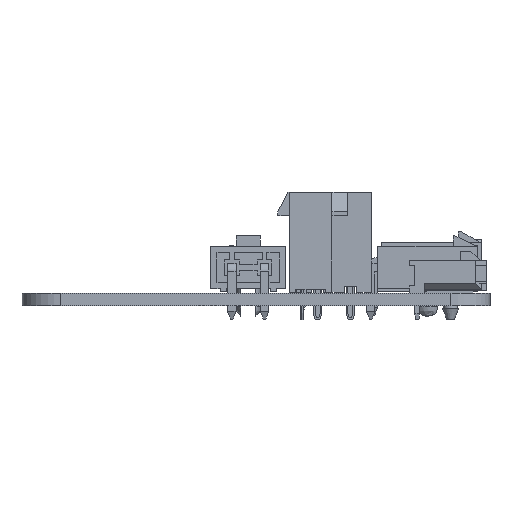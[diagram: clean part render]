
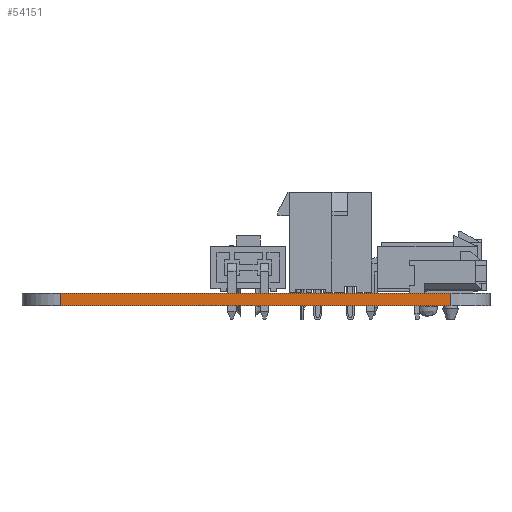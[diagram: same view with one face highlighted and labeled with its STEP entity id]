
A CAD part, front view. The second image highlights one B-rep face of the part: STEP entity #54151.
In plain terms, the highlighted planar face has unit normal (0, -1, 0).
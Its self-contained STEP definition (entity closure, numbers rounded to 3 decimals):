
#50795 = PLANE('',#50796);
#50796 = AXIS2_PLACEMENT_3D('',#50797,#50798,#50799);
#50797 = CARTESIAN_POINT('',(0.,-1.5,1.6));
#50798 = DIRECTION('',(0.,0.,1.));
#50799 = DIRECTION('',(1.,0.,0.));
#50849 = PLANE('',#50850);
#50850 = AXIS2_PLACEMENT_3D('',#50851,#50852,#50853);
#50851 = CARTESIAN_POINT('',(0.,-1.5,0.));
#50852 = DIRECTION('',(0.,0.,1.));
#50853 = DIRECTION('',(1.,0.,0.));
#51046 = VERTEX_POINT('',#51047);
#51047 = CARTESIAN_POINT('',(-25.,-43.,0.));
#51062 = CYLINDRICAL_SURFACE('',#51063,5.);
#51063 = AXIS2_PLACEMENT_3D('',#51064,#51065,#51066);
#51064 = CARTESIAN_POINT('',(-25.,-38.,0.));
#51065 = DIRECTION('',(0.,0.,-1.));
#51066 = DIRECTION('',(1.,0.,0.));
#51074 = EDGE_CURVE('',#51046,#51075,#51077,.T.);
#51075 = VERTEX_POINT('',#51076);
#51076 = CARTESIAN_POINT('',(25.,-43.,0.));
#51077 = SURFACE_CURVE('',#51078,(#51082,#51089),.PCURVE_S1.);
#51078 = LINE('',#51079,#51080);
#51079 = CARTESIAN_POINT('',(-25.,-43.,0.));
#51080 = VECTOR('',#51081,1.);
#51081 = DIRECTION('',(1.,0.,0.));
#51082 = PCURVE('',#50849,#51083);
#51083 = DEFINITIONAL_REPRESENTATION('',(#51084),#51088);
#51084 = LINE('',#51085,#51086);
#51085 = CARTESIAN_POINT('',(-25.,-41.5));
#51086 = VECTOR('',#51087,1.);
#51087 = DIRECTION('',(1.,0.));
#51088 = ( GEOMETRIC_REPRESENTATION_CONTEXT(2) 
PARAMETRIC_REPRESENTATION_CONTEXT() REPRESENTATION_CONTEXT('2D SPACE',''
  ) );
#51089 = PCURVE('',#51090,#51095);
#51090 = PLANE('',#51091);
#51091 = AXIS2_PLACEMENT_3D('',#51092,#51093,#51094);
#51092 = CARTESIAN_POINT('',(-25.,-43.,0.));
#51093 = DIRECTION('',(0.,1.,0.));
#51094 = DIRECTION('',(1.,0.,0.));
#51095 = DEFINITIONAL_REPRESENTATION('',(#51096),#51100);
#51096 = LINE('',#51097,#51098);
#51097 = CARTESIAN_POINT('',(0.,0.));
#51098 = VECTOR('',#51099,1.);
#51099 = DIRECTION('',(1.,0.));
#51100 = ( GEOMETRIC_REPRESENTATION_CONTEXT(2) 
PARAMETRIC_REPRESENTATION_CONTEXT() REPRESENTATION_CONTEXT('2D SPACE',''
  ) );
#51119 = CYLINDRICAL_SURFACE('',#51120,5.);
#51120 = AXIS2_PLACEMENT_3D('',#51121,#51122,#51123);
#51121 = CARTESIAN_POINT('',(25.,-38.,0.));
#51122 = DIRECTION('',(0.,0.,-1.));
#51123 = DIRECTION('',(1.,0.,0.));
#52692 = VERTEX_POINT('',#52693);
#52693 = CARTESIAN_POINT('',(-25.,-43.,1.6));
#52715 = EDGE_CURVE('',#52692,#52716,#52718,.T.);
#52716 = VERTEX_POINT('',#52717);
#52717 = CARTESIAN_POINT('',(25.,-43.,1.6));
#52718 = SURFACE_CURVE('',#52719,(#52723,#52730),.PCURVE_S1.);
#52719 = LINE('',#52720,#52721);
#52720 = CARTESIAN_POINT('',(-25.,-43.,1.6));
#52721 = VECTOR('',#52722,1.);
#52722 = DIRECTION('',(1.,0.,0.));
#52723 = PCURVE('',#50795,#52724);
#52724 = DEFINITIONAL_REPRESENTATION('',(#52725),#52729);
#52725 = LINE('',#52726,#52727);
#52726 = CARTESIAN_POINT('',(-25.,-41.5));
#52727 = VECTOR('',#52728,1.);
#52728 = DIRECTION('',(1.,0.));
#52729 = ( GEOMETRIC_REPRESENTATION_CONTEXT(2) 
PARAMETRIC_REPRESENTATION_CONTEXT() REPRESENTATION_CONTEXT('2D SPACE',''
  ) );
#52730 = PCURVE('',#51090,#52731);
#52731 = DEFINITIONAL_REPRESENTATION('',(#52732),#52736);
#52732 = LINE('',#52733,#52734);
#52733 = CARTESIAN_POINT('',(0.,-1.6));
#52734 = VECTOR('',#52735,1.);
#52735 = DIRECTION('',(1.,0.));
#52736 = ( GEOMETRIC_REPRESENTATION_CONTEXT(2) 
PARAMETRIC_REPRESENTATION_CONTEXT() REPRESENTATION_CONTEXT('2D SPACE',''
  ) );
#54101 = EDGE_CURVE('',#51075,#52716,#54102,.T.);
#54102 = SURFACE_CURVE('',#54103,(#54107,#54114),.PCURVE_S1.);
#54103 = LINE('',#54104,#54105);
#54104 = CARTESIAN_POINT('',(25.,-43.,0.));
#54105 = VECTOR('',#54106,1.);
#54106 = DIRECTION('',(0.,0.,1.));
#54107 = PCURVE('',#51119,#54108);
#54108 = DEFINITIONAL_REPRESENTATION('',(#54109),#54113);
#54109 = LINE('',#54110,#54111);
#54110 = CARTESIAN_POINT('',(-4.712,0.));
#54111 = VECTOR('',#54112,1.);
#54112 = DIRECTION('',(0.,-1.));
#54113 = ( GEOMETRIC_REPRESENTATION_CONTEXT(2) 
PARAMETRIC_REPRESENTATION_CONTEXT() REPRESENTATION_CONTEXT('2D SPACE',''
  ) );
#54114 = PCURVE('',#51090,#54115);
#54115 = DEFINITIONAL_REPRESENTATION('',(#54116),#54120);
#54116 = LINE('',#54117,#54118);
#54117 = CARTESIAN_POINT('',(50.,0.));
#54118 = VECTOR('',#54119,1.);
#54119 = DIRECTION('',(0.,-1.));
#54120 = ( GEOMETRIC_REPRESENTATION_CONTEXT(2) 
PARAMETRIC_REPRESENTATION_CONTEXT() REPRESENTATION_CONTEXT('2D SPACE',''
  ) );
#54130 = EDGE_CURVE('',#51046,#52692,#54131,.T.);
#54131 = SURFACE_CURVE('',#54132,(#54136,#54143),.PCURVE_S1.);
#54132 = LINE('',#54133,#54134);
#54133 = CARTESIAN_POINT('',(-25.,-43.,0.));
#54134 = VECTOR('',#54135,1.);
#54135 = DIRECTION('',(0.,0.,1.));
#54136 = PCURVE('',#51062,#54137);
#54137 = DEFINITIONAL_REPRESENTATION('',(#54138),#54142);
#54138 = LINE('',#54139,#54140);
#54139 = CARTESIAN_POINT('',(-4.712,0.));
#54140 = VECTOR('',#54141,1.);
#54141 = DIRECTION('',(0.,-1.));
#54142 = ( GEOMETRIC_REPRESENTATION_CONTEXT(2) 
PARAMETRIC_REPRESENTATION_CONTEXT() REPRESENTATION_CONTEXT('2D SPACE',''
  ) );
#54143 = PCURVE('',#51090,#54144);
#54144 = DEFINITIONAL_REPRESENTATION('',(#54145),#54149);
#54145 = LINE('',#54146,#54147);
#54146 = CARTESIAN_POINT('',(0.,0.));
#54147 = VECTOR('',#54148,1.);
#54148 = DIRECTION('',(0.,-1.));
#54149 = ( GEOMETRIC_REPRESENTATION_CONTEXT(2) 
PARAMETRIC_REPRESENTATION_CONTEXT() REPRESENTATION_CONTEXT('2D SPACE',''
  ) );
#54151 = ADVANCED_FACE('',(#54152),#51090,.F.);
#54152 = FACE_BOUND('',#54153,.F.);
#54153 = EDGE_LOOP('',(#54154,#54155,#54156,#54157));
#54154 = ORIENTED_EDGE('',*,*,#54130,.T.);
#54155 = ORIENTED_EDGE('',*,*,#52715,.T.);
#54156 = ORIENTED_EDGE('',*,*,#54101,.F.);
#54157 = ORIENTED_EDGE('',*,*,#51074,.F.);
